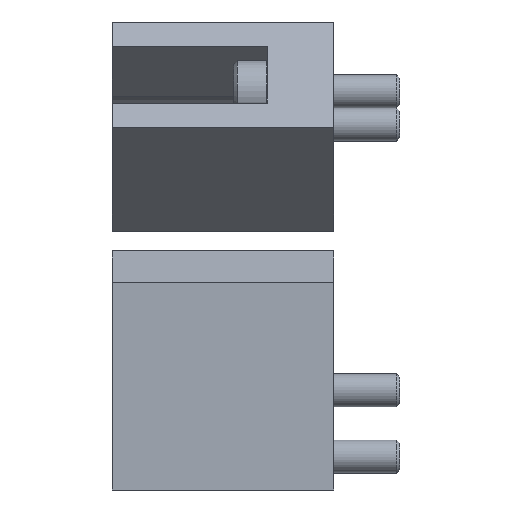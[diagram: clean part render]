
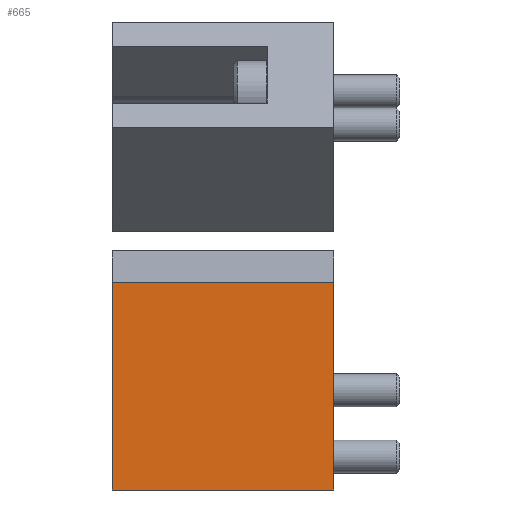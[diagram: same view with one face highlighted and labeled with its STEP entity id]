
A CAD part, left-side view. The second image highlights one B-rep face of the part: STEP entity #665.
In plain terms, the highlighted face is planar.
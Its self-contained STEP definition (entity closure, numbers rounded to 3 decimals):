
#125=ORIENTED_EDGE('',*,*,#288,.T.);
#126=ORIENTED_EDGE('',*,*,#289,.F.);
#127=ORIENTED_EDGE('',*,*,#290,.F.);
#128=ORIENTED_EDGE('',*,*,#281,.T.);
#281=EDGE_CURVE('',#364,#363,#418,.T.);
#288=EDGE_CURVE('',#363,#369,#425,.T.);
#289=EDGE_CURVE('',#370,#369,#426,.T.);
#290=EDGE_CURVE('',#364,#370,#427,.T.);
#363=VERTEX_POINT('',#1049);
#364=VERTEX_POINT('',#1051);
#369=VERTEX_POINT('',#1065);
#370=VERTEX_POINT('',#1067);
#418=LINE('',#1050,#464);
#425=LINE('',#1064,#471);
#426=LINE('',#1066,#472);
#427=LINE('',#1068,#473);
#464=VECTOR('',#829,1000.);
#471=VECTOR('',#840,1000.);
#472=VECTOR('',#841,1000.);
#473=VECTOR('',#842,1000.);
#508=EDGE_LOOP('',(#125,#126,#127,#128));
#572=FACE_BOUND('',#508,.T.);
#637=PLANE('',#738);
#665=ADVANCED_FACE('',(#572),#637,.F.);
#738=AXIS2_PLACEMENT_3D('',#1063,#838,#839);
#829=DIRECTION('',(0.,-1.,0.));
#838=DIRECTION('',(-1.,0.,0.));
#839=DIRECTION('',(0.,0.,1.));
#840=DIRECTION('',(0.,0.,-1.));
#841=DIRECTION('',(0.,-1.,0.));
#842=DIRECTION('',(0.,0.,-1.));
#1049=CARTESIAN_POINT('',(5.5,0.,21.6));
#1050=CARTESIAN_POINT('',(5.5,20.,21.6));
#1051=CARTESIAN_POINT('',(5.5,20.,21.6));
#1063=CARTESIAN_POINT('',(5.5,20.,21.6));
#1064=CARTESIAN_POINT('',(5.5,0.,21.6));
#1065=CARTESIAN_POINT('',(5.5,0.,2.887));
#1066=CARTESIAN_POINT('',(5.5,20.,2.887));
#1067=CARTESIAN_POINT('',(5.5,20.,2.887));
#1068=CARTESIAN_POINT('',(5.5,20.,21.6));
